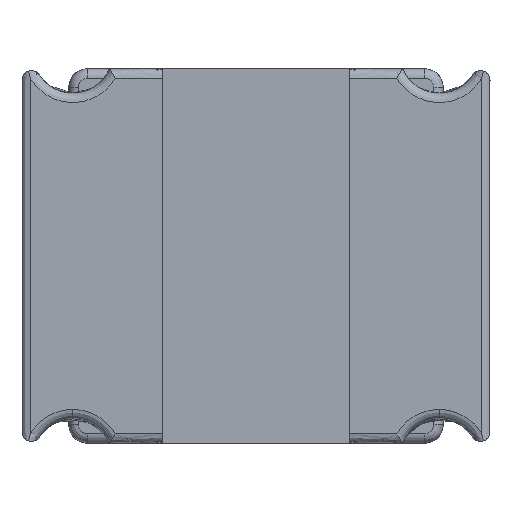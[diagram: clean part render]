
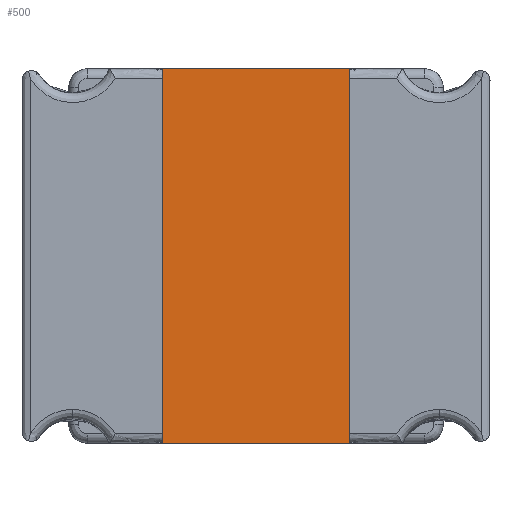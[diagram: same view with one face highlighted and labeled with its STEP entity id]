
A CAD part, front view. The second image highlights one B-rep face of the part: STEP entity #500.
In plain terms, the highlighted free-form (B-spline) face has degree [1, 1] with [2, 2] control points.
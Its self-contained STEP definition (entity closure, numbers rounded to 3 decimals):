
#331 = VERTEX_POINT('',#332);
#332 = CARTESIAN_POINT('',(-0.565,-1.073,
    1.13));
#337 = EDGE_CURVE('',#338,#331,#340,.T.);
#338 = VERTEX_POINT('',#339);
#339 = CARTESIAN_POINT('',(0.565,-1.073,1.13
    ));
#340 = B_SPLINE_CURVE_WITH_KNOTS('',1,(#341,#342),.UNSPECIFIED.,.F.,.F.,
  (2,2),(-1.75,-0.75),.PIECEWISE_BEZIER_KNOTS.);
#341 = CARTESIAN_POINT('',(0.565,-1.073,1.13
    ));
#342 = CARTESIAN_POINT('',(-0.565,-1.073,
    1.13));
#409 = VERTEX_POINT('',#410);
#410 = CARTESIAN_POINT('',(0.565,-1.073,
    -1.13));
#415 = EDGE_CURVE('',#416,#409,#418,.T.);
#416 = VERTEX_POINT('',#417);
#417 = CARTESIAN_POINT('',(-0.565,-1.073,
    -1.13));
#418 = B_SPLINE_CURVE_WITH_KNOTS('',1,(#419,#420),.UNSPECIFIED.,.F.,.F.,
  (2,2),(0.75,1.75),.PIECEWISE_BEZIER_KNOTS.);
#419 = CARTESIAN_POINT('',(-0.565,-1.073,
    -1.13));
#420 = CARTESIAN_POINT('',(0.565,-1.073,
    -1.13));
#500 = ADVANCED_FACE('',(#501),#515,.T.);
#501 = FACE_BOUND('',#502,.T.);
#502 = EDGE_LOOP('',(#503,#508,#509,#514));
#503 = ORIENTED_EDGE('',*,*,#504,.F.);
#504 = EDGE_CURVE('',#416,#331,#505,.T.);
#505 = B_SPLINE_CURVE_WITH_KNOTS('',1,(#506,#507),.UNSPECIFIED.,.F.,.F.,
  (2,2),(0.,2.),.PIECEWISE_BEZIER_KNOTS.);
#506 = CARTESIAN_POINT('',(-0.565,-1.073,
    -1.13));
#507 = CARTESIAN_POINT('',(-0.565,-1.073,
    1.13));
#508 = ORIENTED_EDGE('',*,*,#415,.T.);
#509 = ORIENTED_EDGE('',*,*,#510,.T.);
#510 = EDGE_CURVE('',#409,#338,#511,.T.);
#511 = B_SPLINE_CURVE_WITH_KNOTS('',1,(#512,#513),.UNSPECIFIED.,.F.,.F.,
  (2,2),(0.,2.),.PIECEWISE_BEZIER_KNOTS.);
#512 = CARTESIAN_POINT('',(0.565,-1.073,
    -1.13));
#513 = CARTESIAN_POINT('',(0.565,-1.073,1.13
    ));
#514 = ORIENTED_EDGE('',*,*,#337,.T.);
#515 = B_SPLINE_SURFACE_WITH_KNOTS('',1,1,(
    (#516,#517)
    ,(#518,#519
    )),.UNSPECIFIED.,.F.,.F.,.F.,(2,2),(2,2),(-1.,1.),(-0.5,0.5),
  .PIECEWISE_BEZIER_KNOTS.);
#516 = CARTESIAN_POINT('',(-0.565,-1.073,
    1.13));
#517 = CARTESIAN_POINT('',(0.565,-1.073,1.13
    ));
#518 = CARTESIAN_POINT('',(-0.565,-1.073,
    -1.13));
#519 = CARTESIAN_POINT('',(0.565,-1.073,
    -1.13));
